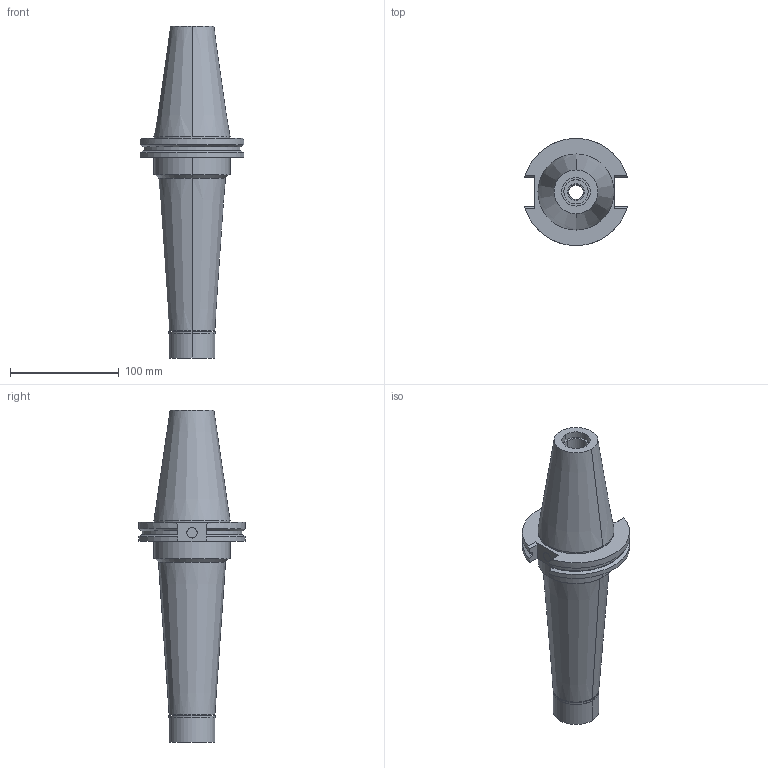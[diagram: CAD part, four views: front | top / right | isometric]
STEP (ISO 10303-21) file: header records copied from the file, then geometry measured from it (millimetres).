
FILE_DESCRIPTION (( 'STEP AP203' ), '1' );
FILE_NAME ('BCV50-MEGA13E-8.stp', '2019-06-24T19:28:35', ( '' ), ( '' ), 'SwSTEP 2.0', 'SolidWorks 2019', '' );
FILE_SCHEMA (( 'CONFIG_CONTROL_DESIGN' ));
Length unit declared in the file: millimetre
Products named in the file (7): DXF_TEMP_ASSY_ASM_4_ASM.stp; MEN13_1.stp; BCV50-MEGA13E-8-120.stp; BCV50-MEGA13E-8; BCV50-MEGA13E-8-120-FreeParts; BCV50-MEGA13E-8_1.stp; BCV50ME13080-120_ASM.stp
Assembly tree (5 placements, depth 5):
  BCV50-MEGA13E-8
    BCV50-MEGA13E-8-120.stp
      BCV50ME13080-120_ASM.stp
        DXF_TEMP_ASSY_ASM_4_ASM.stp
          BCV50-MEGA13E-8_1.stp
          MEN13_1.stp
  BCV50-MEGA13E-8-120-FreeParts
Bounding box: 94.95 x 98.08 x 304.8 mm (x, y, z)
Volume: 690968.3 mm3; surface area: 87869.6 mm2
Topology: 2 solids, 2 shells, 93 faces, 208 edges, 132 vertices
Faces by surface type: cylinder 42, plane 31, cone 20
Entity records: 3340 total; most frequent: DIRECTION 504, CARTESIAN_POINT 480, ORIENTED_EDGE 416, EDGE_CURVE 208, AXIS2_PLACEMENT_3D 204, VERTEX_POINT 132, EDGE_LOOP 110, CIRCLE 100
